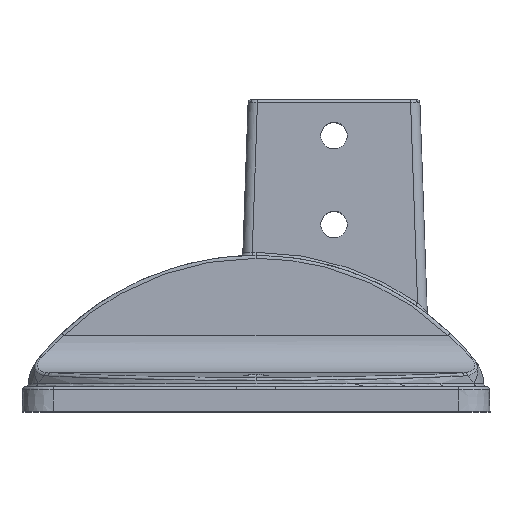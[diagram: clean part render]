
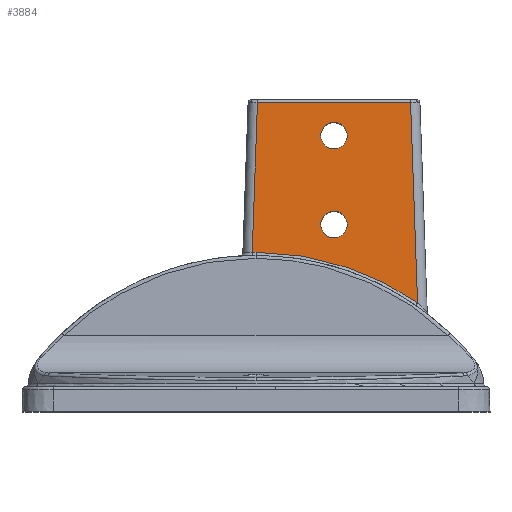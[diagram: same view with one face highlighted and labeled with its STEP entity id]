
A CAD part, top view. The second image highlights one B-rep face of the part: STEP entity #3884.
In plain terms, the highlighted planar face has unit normal (0, 0.035, 0.999).
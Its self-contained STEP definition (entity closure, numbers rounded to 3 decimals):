
#39=FACE_BOUND('',#902,.T.);
#40=FACE_BOUND('',#903,.T.);
#81=PLANE('',#4256);
#235=CIRCLE('',#4145,90.945);
#477=ELLIPSE('',#4105,4.253,4.25);
#478=ELLIPSE('',#4106,4.253,4.25);
#484=ELLIPSE('',#4114,4.253,4.25);
#485=ELLIPSE('',#4115,4.253,4.25);
#638=FACE_OUTER_BOUND('',#901,.T.);
#901=EDGE_LOOP('',(#2999,#3000,#3001,#3002,#3003));
#902=EDGE_LOOP('',(#3004,#3005));
#903=EDGE_LOOP('',(#3006,#3007));
#1205=LINE('',#8446,#1411);
#1206=LINE('',#8447,#1412);
#1207=LINE('',#8448,#1413);
#1411=VECTOR('',#4978,1000.);
#1412=VECTOR('',#4979,1000.);
#1413=VECTOR('',#4980,1000.);
#1573=B_SPLINE_CURVE_WITH_KNOTS('',3,(#8449,#8450,#8451,#8452,#8453,#8454,
#8455,#8456,#8457,#8458,#8459,#8460,#8461),.UNSPECIFIED.,.F.,.F.,(4,3,3,
3,4),(0.,0.151,0.303,0.454,
0.605),.UNSPECIFIED.);
#1650=VERTEX_POINT('',#5793);
#1651=VERTEX_POINT('',#5795);
#1657=VERTEX_POINT('',#5811);
#1658=VERTEX_POINT('',#5813);
#1687=VERTEX_POINT('',#5999);
#1688=VERTEX_POINT('',#6001);
#1715=VERTEX_POINT('',#6548);
#1877=VERTEX_POINT('',#8444);
#1878=VERTEX_POINT('',#8445);
#2027=EDGE_CURVE('',#1651,#1650,#477,.T.);
#2028=EDGE_CURVE('',#1650,#1651,#478,.T.);
#2036=EDGE_CURVE('',#1658,#1657,#484,.T.);
#2037=EDGE_CURVE('',#1657,#1658,#485,.T.);
#2071=EDGE_CURVE('',#1688,#1687,#235,.T.);
#2305=EDGE_CURVE('',#1877,#1878,#1205,.T.);
#2306=EDGE_CURVE('',#1878,#1715,#1206,.T.);
#2307=EDGE_CURVE('',#1715,#1688,#1207,.T.);
#2308=EDGE_CURVE('',#1687,#1877,#1573,.T.);
#2999=ORIENTED_EDGE('',*,*,#2305,.T.);
#3000=ORIENTED_EDGE('',*,*,#2306,.T.);
#3001=ORIENTED_EDGE('',*,*,#2307,.T.);
#3002=ORIENTED_EDGE('',*,*,#2071,.T.);
#3003=ORIENTED_EDGE('',*,*,#2308,.T.);
#3004=ORIENTED_EDGE('',*,*,#2027,.T.);
#3005=ORIENTED_EDGE('',*,*,#2028,.T.);
#3006=ORIENTED_EDGE('',*,*,#2036,.T.);
#3007=ORIENTED_EDGE('',*,*,#2037,.T.);
#3884=ADVANCED_FACE('',(#638,#39,#40),#81,.T.);
#4105=AXIS2_PLACEMENT_3D('',#5796,#4571,#4572);
#4106=AXIS2_PLACEMENT_3D('',#5797,#4573,#4574);
#4114=AXIS2_PLACEMENT_3D('',#5814,#4591,#4592);
#4115=AXIS2_PLACEMENT_3D('',#5815,#4593,#4594);
#4145=AXIS2_PLACEMENT_3D('',#6002,#4659,#4660);
#4256=AXIS2_PLACEMENT_3D('',#8443,#4976,#4977);
#4571=DIRECTION('center_axis',(0.,-0.035,-0.999));
#4572=DIRECTION('ref_axis',(0.,0.999,-0.035));
#4573=DIRECTION('center_axis',(0.,-0.035,-0.999));
#4574=DIRECTION('ref_axis',(0.,0.999,-0.035));
#4591=DIRECTION('center_axis',(0.,-0.035,-0.999));
#4592=DIRECTION('ref_axis',(0.,0.999,-0.035));
#4593=DIRECTION('center_axis',(0.,-0.035,-0.999));
#4594=DIRECTION('ref_axis',(0.,0.999,-0.035));
#4659=DIRECTION('center_axis',(0.,-0.035,
-0.999));
#4660=DIRECTION('ref_axis',(0.,0.999,-0.035));
#4976=DIRECTION('center_axis',(0.,0.035,
0.999));
#4977=DIRECTION('ref_axis',(0.,-0.999,0.035));
#4978=DIRECTION('',(-0.035,0.999,-0.035));
#4979=DIRECTION('',(-1.,0.,0.));
#4980=DIRECTION('',(-0.035,-0.999,0.035));
#5793=CARTESIAN_POINT('',(-4.25,60.001,28.897));
#5795=CARTESIAN_POINT('',(4.25,60.001,28.897));
#5796=CARTESIAN_POINT('Origin',(0.,60.001,28.897));
#5797=CARTESIAN_POINT('Origin',(0.,60.001,28.897));
#5811=CARTESIAN_POINT('',(-4.25,88.501,27.902));
#5813=CARTESIAN_POINT('',(4.25,88.501,27.902));
#5814=CARTESIAN_POINT('Origin',(0.,88.501,27.902));
#5815=CARTESIAN_POINT('Origin',(0.,88.501,27.902));
#5999=CARTESIAN_POINT('',(-25.,51.084,29.208));
#6001=CARTESIAN_POINT('',(-26.21,51.075,29.208));
#6002=CARTESIAN_POINT('Origin',(-25.,-39.806,32.382));
#6548=CARTESIAN_POINT('',(-24.536,99.035,27.534));
#8443=CARTESIAN_POINT('Origin',(-27.5,100.,27.5));
#8444=CARTESIAN_POINT('',(26.774,34.919,29.773));
#8445=CARTESIAN_POINT('',(24.536,99.035,27.534));
#8446=CARTESIAN_POINT('',(24.439,101.812,27.437));
#8447=CARTESIAN_POINT('',(-27.5,99.035,27.534));
#8448=CARTESIAN_POINT('',(-24.505,99.896,27.504));
#8449=CARTESIAN_POINT('Ctrl Pts',(-25.,51.084,29.208));
#8450=CARTESIAN_POINT('Ctrl Pts',(-20.41,51.084,29.208));
#8451=CARTESIAN_POINT('Ctrl Pts',(-15.821,50.736,29.22));
#8452=CARTESIAN_POINT('Ctrl Pts',(-11.284,50.044,29.245));
#8453=CARTESIAN_POINT('Ctrl Pts',(-6.746,49.352,29.269));
#8454=CARTESIAN_POINT('Ctrl Pts',(-2.262,48.316,29.305));
#8455=CARTESIAN_POINT('Ctrl Pts',(2.12,46.949,29.353));
#8456=CARTESIAN_POINT('Ctrl Pts',(6.501,45.581,29.4));
#8457=CARTESIAN_POINT('Ctrl Pts',(10.778,43.881,29.46));
#8458=CARTESIAN_POINT('Ctrl Pts',(14.903,41.868,29.53));
#8459=CARTESIAN_POINT('Ctrl Pts',(19.028,39.856,29.6));
#8460=CARTESIAN_POINT('Ctrl Pts',(23.,37.531,29.681));
#8461=CARTESIAN_POINT('Ctrl Pts',(26.774,34.919,29.773));
